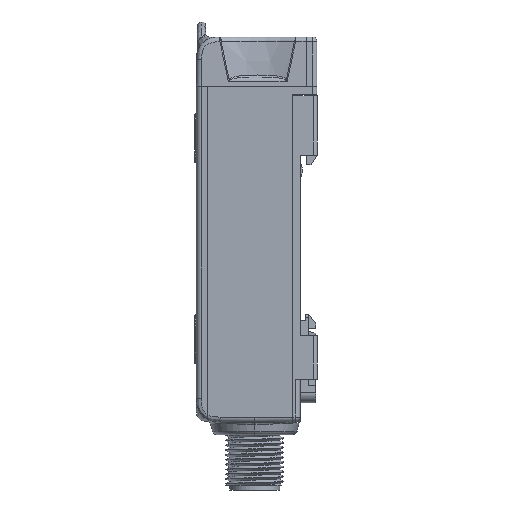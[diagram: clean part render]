
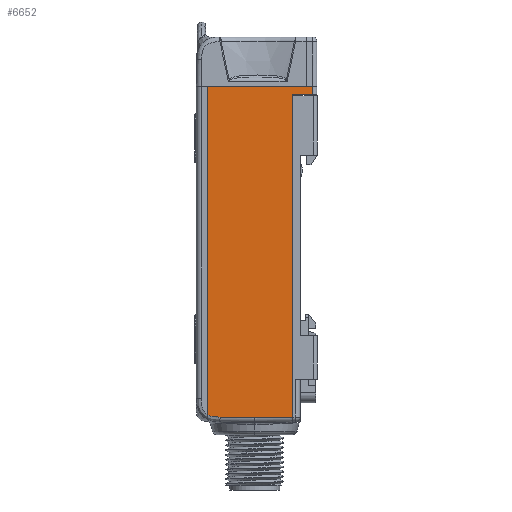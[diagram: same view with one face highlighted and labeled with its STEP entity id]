
A CAD part, left-side view. The second image highlights one B-rep face of the part: STEP entity #6652.
In plain terms, the highlighted face is planar.
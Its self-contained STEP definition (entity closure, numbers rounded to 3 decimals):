
#162=DIRECTION('',(1.,0.,0.));
#163=VECTOR('',#162,68.116);
#164=CARTESIAN_POINT('',(10.25,22.7,-14.604));
#165=LINE('',#164,#163);
#670=DIRECTION('',(1.,0.,0.));
#671=VECTOR('',#670,1.75);
#672=CARTESIAN_POINT('',(10.25,0.814,-14.986));
#673=LINE('',#672,#671);
#907=DIRECTION('',(-0.017,-1.,-0.017));
#908=VECTOR('',#907,7.92);
#909=CARTESIAN_POINT('',(79.,12.917,-14.775));
#910=LINE('',#909,#908);
#932=DIRECTION('',(0.,1.,0.017));
#933=VECTOR('',#932,4.187);
#934=CARTESIAN_POINT('',(12.,0.814,-14.986));
#935=LINE('',#934,#933);
#936=DIRECTION('',(-1.,0.,0.));
#937=VECTOR('',#936,66.862);
#938=CARTESIAN_POINT('',(78.862,5.,-14.913));
#939=LINE('',#938,#937);
#940=DIRECTION('',(0.,-1.,-0.017));
#941=VECTOR('',#940,20.603);
#942=CARTESIAN_POINT('',(10.25,22.7,-14.604));
#943=LINE('',#942,#941);
#944=CARTESIAN_POINT('',(10.25,0.814,-14.986));
#945=CARTESIAN_POINT('',(10.25,1.028,-14.982));
#946=CARTESIAN_POINT('',(10.25,1.457,-14.975));
#947=CARTESIAN_POINT('',(10.25,1.886,-14.967));
#948=CARTESIAN_POINT('',(10.25,2.1,-14.963));
#3874=DIRECTION('',(-0.017,1.,0.017));
#3875=VECTOR('',#3874,7.183);
#3876=CARTESIAN_POINT('',(79.,12.917,-14.775));
#3877=LINE('',#3876,#3875);
#3893=CARTESIAN_POINT('',(78.366,22.7,-14.604));
#3895=CARTESIAN_POINT('',(78.875,20.098,-14.649));
#3896=CARTESIAN_POINT('',(78.871,20.307,-14.646));
#3897=CARTESIAN_POINT('',(78.857,20.702,-14.639));
#3898=CARTESIAN_POINT('',(78.811,21.226,-14.629));
#3899=CARTESIAN_POINT('',(78.738,21.685,-14.621));
#3900=CARTESIAN_POINT('',(78.638,22.08,-14.615));
#3901=CARTESIAN_POINT('',(78.515,22.417,-14.609));
#3902=CARTESIAN_POINT('',(78.417,22.611,-14.605));
#3903=CARTESIAN_POINT('',(78.366,22.7,-14.604));
#3984=CARTESIAN_POINT('',(10.25,22.7,-14.604));
#3985=VERTEX_POINT('',#3984);
#3987=CARTESIAN_POINT('',(12.,5.,-14.913));
#3989=VERTEX_POINT('',#3987);
#4175=CARTESIAN_POINT('',(79.,12.917,-14.775));
#4176=CARTESIAN_POINT('',(78.862,5.,-14.913));
#4177=VERTEX_POINT('',#4175);
#4178=VERTEX_POINT('',#4176);
#4184=CARTESIAN_POINT('',(78.875,20.098,-14.649));
#4185=VERTEX_POINT('',#4184);
#4187=VERTEX_POINT('',#3893);
#4190=CARTESIAN_POINT('',(10.25,2.1,-14.963));
#4191=VERTEX_POINT('',#4190);
#4200=CARTESIAN_POINT('',(12.,0.814,-14.986));
#4201=VERTEX_POINT('',#4200);
#4202=CARTESIAN_POINT('',(10.25,0.814,
-14.986));
#4203=VERTEX_POINT('',#4202);
#6631=CARTESIAN_POINT('',(82.21,0.,-15.));
#6632=DIRECTION('',(0.,0.017,-1.));
#6633=DIRECTION('',(-1.,0.,0.));
#6634=AXIS2_PLACEMENT_3D('',#6631,#6632,#6633);
#6635=PLANE('',#6634);
#6636=ORIENTED_EDGE('',*,*,#5600,.T.);
#6637=ORIENTED_EDGE('',*,*,#5619,.T.);
#6639=ORIENTED_EDGE('',*,*,#6638,.F.);
#6640=ORIENTED_EDGE('',*,*,#6621,.F.);
#6642=ORIENTED_EDGE('',*,*,#6641,.T.);
#6644=ORIENTED_EDGE('',*,*,#6643,.T.);
#6645=ORIENTED_EDGE('',*,*,#4718,.F.);
#6647=ORIENTED_EDGE('',*,*,#6646,.T.);
#6649=ORIENTED_EDGE('',*,*,#6648,.F.);
#6650=EDGE_LOOP('',(#6636,#6637,#6639,#6640,#6642,#6644,#6645,#6647,#6649));
#6651=FACE_OUTER_BOUND('',#6650,.F.);
#6652=ADVANCED_FACE('',(#6651),#6635,.T.);
#949=B_SPLINE_CURVE_WITH_KNOTS('',3,(#944,#945,#946,#947,#948),.UNSPECIFIED.,
.F.,.F.,(4,1,4),(0.,0.5,1.),.UNSPECIFIED.);
#3904=B_SPLINE_CURVE_WITH_KNOTS('',3,(#3895,#3896,#3897,#3898,#3899,#3900,#3901,
#3902,#3903),.UNSPECIFIED.,.F.,.F.,(4,1,1,1,1,1,4),(0.,0.167,
0.333,0.5,0.667,0.833,1.),
.UNSPECIFIED.);
#4718=EDGE_CURVE('',#3985,#4187,#165,.T.);
#5600=EDGE_CURVE('',#4203,#4201,#673,.T.);
#5619=EDGE_CURVE('',#4201,#3989,#935,.T.);
#6621=EDGE_CURVE('',#4177,#4178,#910,.T.);
#6638=EDGE_CURVE('',#4178,#3989,#939,.T.);
#6641=EDGE_CURVE('',#4177,#4185,#3877,.T.);
#6643=EDGE_CURVE('',#4185,#4187,#3904,.T.);
#6646=EDGE_CURVE('',#3985,#4191,#943,.T.);
#6648=EDGE_CURVE('',#4203,#4191,#949,.T.);
